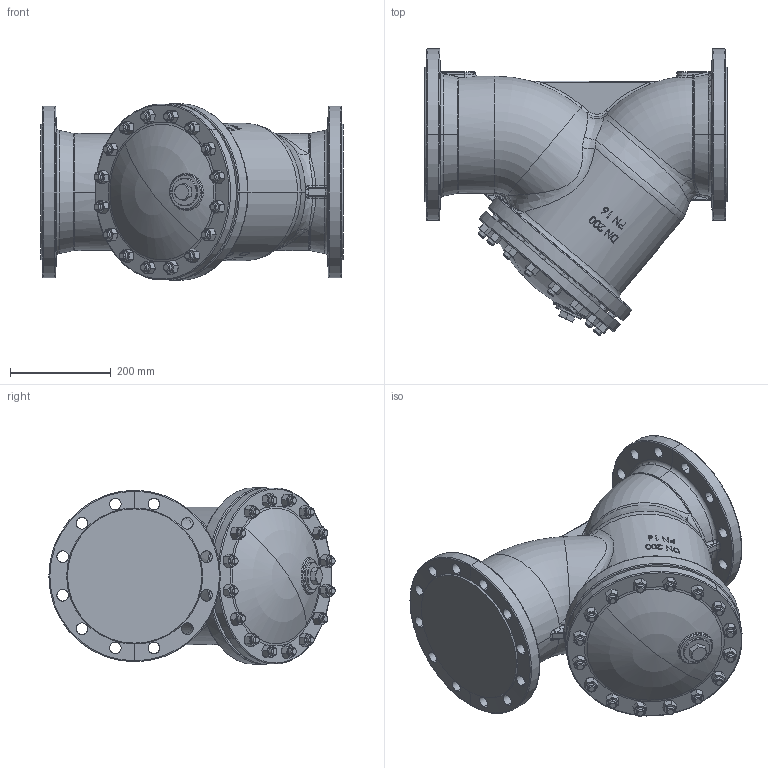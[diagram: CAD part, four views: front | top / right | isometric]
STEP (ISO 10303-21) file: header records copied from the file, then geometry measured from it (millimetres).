
FILE_DESCRIPTION (( 'STEP AP214' ), '1' );
FILE_NAME ('FP110-Y-Schmutzfänger-DN200-PN16-Fergo.STEP', '2022-11-15T08:28:47', ( '' ), ( '' ), 'SwSTEP 2.0', 'SolidWorks 2022', '' );
FILE_SCHEMA (( 'AUTOMOTIVE_DESIGN' ));
Length unit declared in the file: millimetre
Products named in the file (1): FP110-Y-Schmutzfänger-DN200-PN16-Fergo
Bounding box: 600 x 567.22 x 350 mm (x, y, z)
Volume: 42902850.3 mm3; surface area: 1123176.8 mm2
Topology: 1 solids, 1 shells, 689 faces, 1809 edges, 1182 vertices
Faces by surface type: cylinder 215, plane 172, cone 163, bspline 92, torus 43, sphere 4
Entity records: 61550 total; most frequent: CARTESIAN_POINT 45976, ORIENTED_EDGE 3604, DIRECTION 2579, EDGE_CURVE 1802, VERTEX_POINT 1181, AXIS2_PLACEMENT_3D 1058, B_SPLINE_CURVE_WITH_KNOTS 878, EDGE_LOOP 835
